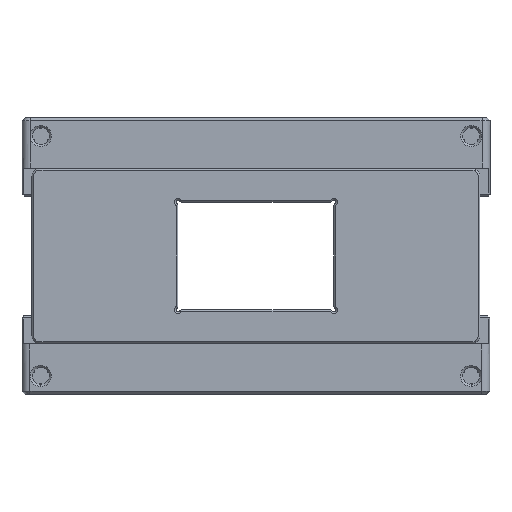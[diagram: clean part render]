
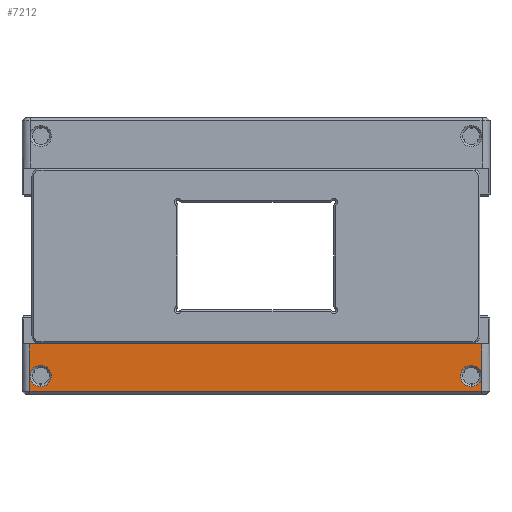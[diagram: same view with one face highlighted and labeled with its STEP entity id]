
A CAD part, front view. The second image highlights one B-rep face of the part: STEP entity #7212.
In plain terms, the highlighted planar face has unit normal (0, -1, 0).
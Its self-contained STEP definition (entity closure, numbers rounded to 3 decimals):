
#57 = CIRCLE ( 'NONE', #20130, 2.65 ) ;
#461 = AXIS2_PLACEMENT_3D ( 'NONE', #18124, #18351, #3175 ) ;
#928 = ORIENTED_EDGE ( 'NONE', *, *, #17636, .T. ) ;
#1109 = AXIS2_PLACEMENT_3D ( 'NONE', #9759, #14928, #5034 ) ;
#1236 = CARTESIAN_POINT ( 'NONE',  ( 56.5, 0., -33.8 ) ) ;
#2443 = ORIENTED_EDGE ( 'NONE', *, *, #10832, .T. ) ;
#2693 = CARTESIAN_POINT ( 'NONE',  ( -53.8, 0., -30. ) ) ;
#3175 = DIRECTION ( 'NONE',  ( 0., 0., -1. ) ) ;
#3828 = CARTESIAN_POINT ( 'NONE',  ( 56.5, 0., -34.6 ) ) ;
#4002 = DIRECTION ( 'NONE',  ( 1., 0., 0. ) ) ;
#4050 = CARTESIAN_POINT ( 'NONE',  ( 53.8, 0., -32.65 ) ) ;
#4279 = CIRCLE ( 'NONE', #18625, 2.65 ) ;
#4558 = EDGE_LOOP ( 'NONE', ( #928, #18404, #8294, #9233 ) ) ;
#5034 = DIRECTION ( 'NONE',  ( 0., 0., -1. ) ) ;
#5108 = DIRECTION ( 'NONE',  ( 1., 0., 0. ) ) ;
#5413 = CARTESIAN_POINT ( 'NONE',  ( -56.5, 0., -34.6 ) ) ;
#6230 = DIRECTION ( 'NONE',  ( 0., -1., 0. ) ) ;
#6277 = PLANE ( 'NONE',  #1109 ) ;
#6681 = CARTESIAN_POINT ( 'NONE',  ( -53.8, 0., -32.65 ) ) ;
#6853 = ORIENTED_EDGE ( 'NONE', *, *, #7883, .F. ) ;
#7142 = VECTOR ( 'NONE', #17320, 1000. ) ;
#7212 = ADVANCED_FACE ( 'NONE', ( #18298, #14821, #21681 ), #6277, .T. ) ;
#7247 = LINE ( 'NONE', #15904, #9221 ) ;
#7648 = DIRECTION ( 'NONE',  ( 0., 1., 0. ) ) ;
#7696 = EDGE_LOOP ( 'NONE', ( #10027, #6853 ) ) ;
#7883 = EDGE_CURVE ( 'NONE', #13112, #11259, #57, .T. ) ;
#7911 = CARTESIAN_POINT ( 'NONE',  ( 53.8, 0., -30. ) ) ;
#7939 = ORIENTED_EDGE ( 'NONE', *, *, #17524, .T. ) ;
#8294 = ORIENTED_EDGE ( 'NONE', *, *, #14066, .F. ) ;
#9019 = VERTEX_POINT ( 'NONE', #11190 ) ;
#9221 = VECTOR ( 'NONE', #4002, 1000. ) ;
#9233 = ORIENTED_EDGE ( 'NONE', *, *, #18247, .F. ) ;
#9242 = CARTESIAN_POINT ( 'NONE',  ( 53.8, 0., -27.35 ) ) ;
#9759 = CARTESIAN_POINT ( 'NONE',  ( 0., 0., -34.6 ) ) ;
#10027 = ORIENTED_EDGE ( 'NONE', *, *, #20590, .F. ) ;
#10125 = CIRCLE ( 'NONE', #461, 2.65 ) ;
#10429 = VERTEX_POINT ( 'NONE', #13148 ) ;
#10491 = CARTESIAN_POINT ( 'NONE',  ( -100., 0., -22. ) ) ;
#10832 = EDGE_CURVE ( 'NONE', #10429, #14616, #10125, .T. ) ;
#11190 = CARTESIAN_POINT ( 'NONE',  ( -56.5, 0., -33.8 ) ) ;
#11259 = VERTEX_POINT ( 'NONE', #4050 ) ;
#11721 = DIRECTION ( 'NONE',  ( 0., -1., 0. ) ) ;
#12004 = CIRCLE ( 'NONE', #12719, 2.65 ) ;
#12719 = AXIS2_PLACEMENT_3D ( 'NONE', #7911, #6230, #21742 ) ;
#13112 = VERTEX_POINT ( 'NONE', #9242 ) ;
#13148 = CARTESIAN_POINT ( 'NONE',  ( -53.8, 0., -27.35 ) ) ;
#13478 = EDGE_CURVE ( 'NONE', #9019, #15521, #7247, .T. ) ;
#13525 = LINE ( 'NONE', #10491, #19484 ) ;
#14066 = EDGE_CURVE ( 'NONE', #18005, #15521, #16164, .T. ) ;
#14616 = VERTEX_POINT ( 'NONE', #6681 ) ;
#14821 = FACE_OUTER_BOUND ( 'NONE', #4558, .T. ) ;
#14928 = DIRECTION ( 'NONE',  ( 0., -1., 0. ) ) ;
#15211 = CARTESIAN_POINT ( 'NONE',  ( 53.8, 0., -30. ) ) ;
#15521 = VERTEX_POINT ( 'NONE', #1236 ) ;
#15735 = EDGE_LOOP ( 'NONE', ( #7939, #2443 ) ) ;
#15904 = CARTESIAN_POINT ( 'NONE',  ( 0., 0., -33.8 ) ) ;
#16061 = VECTOR ( 'NONE', #17637, 1000. ) ;
#16164 = LINE ( 'NONE', #3828, #16061 ) ;
#17320 = DIRECTION ( 'NONE',  ( 0., 0., -1. ) ) ;
#17524 = EDGE_CURVE ( 'NONE', #14616, #10429, #4279, .T. ) ;
#17636 = EDGE_CURVE ( 'NONE', #22106, #9019, #17816, .T. ) ;
#17637 = DIRECTION ( 'NONE',  ( 0., 0., -1. ) ) ;
#17816 = LINE ( 'NONE', #5413, #7142 ) ;
#18005 = VERTEX_POINT ( 'NONE', #19606 ) ;
#18124 = CARTESIAN_POINT ( 'NONE',  ( -53.8, 0., -30. ) ) ;
#18247 = EDGE_CURVE ( 'NONE', #22106, #18005, #13525, .T. ) ;
#18298 = FACE_BOUND ( 'NONE', #15735, .T. ) ;
#18351 = DIRECTION ( 'NONE',  ( 0., 1., 0. ) ) ;
#18377 = CARTESIAN_POINT ( 'NONE',  ( -56.5, 0., -22. ) ) ;
#18404 = ORIENTED_EDGE ( 'NONE', *, *, #13478, .T. ) ;
#18625 = AXIS2_PLACEMENT_3D ( 'NONE', #2693, #7648, #19693 ) ;
#19484 = VECTOR ( 'NONE', #5108, 1000. ) ;
#19606 = CARTESIAN_POINT ( 'NONE',  ( 56.5, 0., -22. ) ) ;
#19693 = DIRECTION ( 'NONE',  ( 0., 0., -1. ) ) ;
#20130 = AXIS2_PLACEMENT_3D ( 'NONE', #15211, #11721, #20379 ) ;
#20379 = DIRECTION ( 'NONE',  ( 0., 0., -1. ) ) ;
#20590 = EDGE_CURVE ( 'NONE', #11259, #13112, #12004, .T. ) ;
#21681 = FACE_BOUND ( 'NONE', #7696, .T. ) ;
#21742 = DIRECTION ( 'NONE',  ( 0., 0., -1. ) ) ;
#22106 = VERTEX_POINT ( 'NONE', #18377 ) ;
